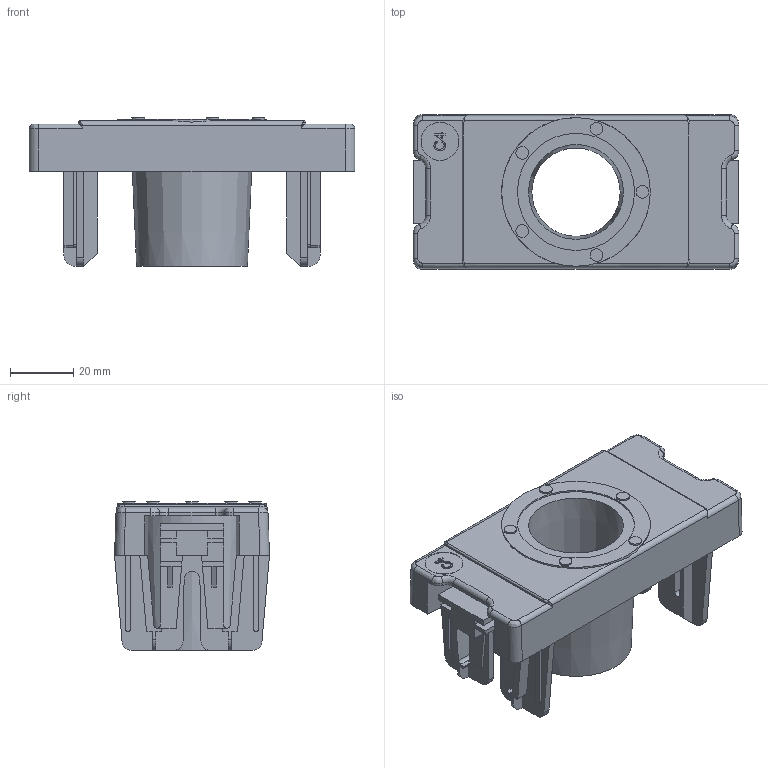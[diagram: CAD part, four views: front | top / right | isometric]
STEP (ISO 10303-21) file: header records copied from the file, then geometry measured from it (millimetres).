
FILE_DESCRIPTION(/* description */ ('Werkzeughaltereinsatz, ABS-schwarz Capto-C4'),/* implementation_level */ '2;1');
FILE_NAME(/* name */ '0233-04.stp',/* time_stamp */ '2024-03-13T15:44:54+01:00',/* author */ ('marvin.friedrich'),/* organization */ ('B+H'),/* preprocessor_version */ 'ST-DEVELOPER v18.1',/* originating_system */ 'Autodesk Inventor 2022',/* authorisation */ '');
FILE_SCHEMA (('AUTOMOTIVE_DESIGN { 1 0 10303 214 3 1 1 }'));
Length unit declared in the file: millimetre
Products named in the file (1): 0233-04
Bounding box: 103 x 49 x 47 mm (x, y, z)
Volume: 50838.1 mm3; surface area: 38405 mm2
Topology: 1 solids, 1 shells, 351 faces, 962 edges, 620 vertices
Faces by surface type: plane 253, cylinder 72, bspline 16, torus 8, cone 2
Full cylindrical faces by diameter (mm): 4 x5, 12 x1, 37 x1, 47 x1
Entity records: 11307 total; most frequent: CARTESIAN_POINT 2324, ORIENTED_EDGE 1924, DIRECTION 1774, EDGE_CURVE 962, LINE 762, VECTOR 762, VERTEX_POINT 620, AXIS2_PLACEMENT_3D 506
